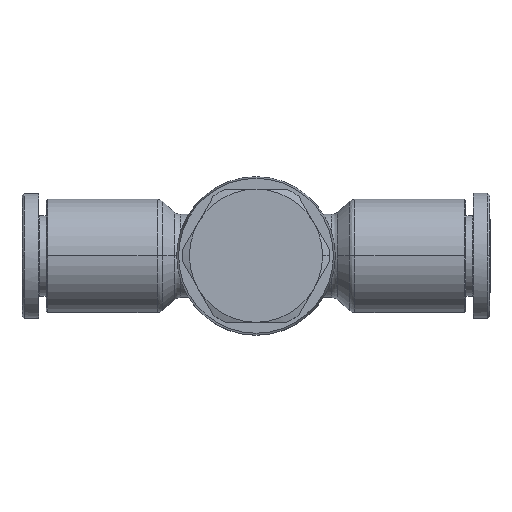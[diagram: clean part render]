
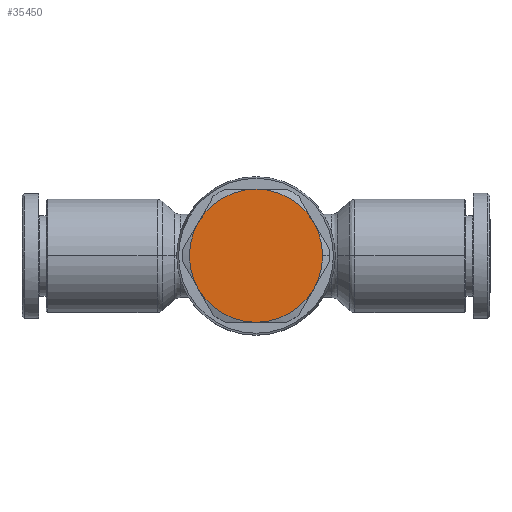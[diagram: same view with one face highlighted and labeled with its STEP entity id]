
A CAD part, top view. The second image highlights one B-rep face of the part: STEP entity #35450.
In plain terms, the highlighted planar face has unit normal (0, 0, 1).
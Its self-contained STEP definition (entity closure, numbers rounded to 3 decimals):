
#1874 = CIRCLE ( 'NONE', #15962, 8. ) ;
#2046 = CIRCLE ( 'NONE', #41651, 8. ) ;
#2316 = DIRECTION ( 'NONE',  ( -1., 0., 0. ) ) ;
#3057 = CARTESIAN_POINT ( 'NONE',  ( 4.5, 0., 12. ) ) ;
#3228 = EDGE_CURVE ( 'NONE', #30130, #11220, #39753, .T. ) ;
#3254 = DIRECTION ( 'NONE',  ( -1., 0., 0. ) ) ;
#3353 = VERTEX_POINT ( 'NONE', #49398 ) ;
#3575 = ORIENTED_EDGE ( 'NONE', *, *, #24128, .F. ) ;
#4056 = ORIENTED_EDGE ( 'NONE', *, *, #22850, .F. ) ;
#6046 = DIRECTION ( 'NONE',  ( 0., 0., -1. ) ) ;
#6416 = CARTESIAN_POINT ( 'NONE',  ( 4.5, 8., 12. ) ) ;
#7924 = EDGE_CURVE ( 'NONE', #3353, #8571, #2046, .T. ) ;
#8571 = VERTEX_POINT ( 'NONE', #57531 ) ;
#8704 = CIRCLE ( 'NONE', #15705, 8. ) ;
#9482 = CIRCLE ( 'NONE', #25685, 8. ) ;
#11220 = VERTEX_POINT ( 'NONE', #34088 ) ;
#11383 = EDGE_LOOP ( 'NONE', ( #30846, #4056, #53322, #33958, #18837, #3575, #17617 ) ) ;
#12258 = VERTEX_POINT ( 'NONE', #52584 ) ;
#13050 = DIRECTION ( 'NONE',  ( -1., 0., 0. ) ) ;
#14338 = AXIS2_PLACEMENT_3D ( 'NONE', #55609, #33285, #24859 ) ;
#14677 = EDGE_CURVE ( 'NONE', #48378, #3353, #8704, .T. ) ;
#15705 = AXIS2_PLACEMENT_3D ( 'NONE', #38663, #56675, #43172 ) ;
#15962 = AXIS2_PLACEMENT_3D ( 'NONE', #22194, #27295, #27099 ) ;
#16303 = AXIS2_PLACEMENT_3D ( 'NONE', #40198, #21832, #13050 ) ;
#17489 = PLANE ( 'NONE',  #54165 ) ;
#17617 = ORIENTED_EDGE ( 'NONE', *, *, #7924, .F. ) ;
#17874 = CARTESIAN_POINT ( 'NONE',  ( 11.428, 4., 12. ) ) ;
#17985 = EDGE_CURVE ( 'NONE', #11220, #24917, #43890, .T. ) ;
#18837 = ORIENTED_EDGE ( 'NONE', *, *, #23773, .F. ) ;
#21046 = DIRECTION ( 'NONE',  ( 0., 0., -1. ) ) ;
#21832 = DIRECTION ( 'NONE',  ( 0., 0., -1. ) ) ;
#22194 = CARTESIAN_POINT ( 'NONE',  ( 4.5, 0., 12. ) ) ;
#22850 = EDGE_CURVE ( 'NONE', #24917, #48378, #52993, .T. ) ;
#23773 = EDGE_CURVE ( 'NONE', #12258, #30130, #1874, .T. ) ;
#24128 = EDGE_CURVE ( 'NONE', #8571, #12258, #9482, .T. ) ;
#24859 = DIRECTION ( 'NONE',  ( -1., 0., 0. ) ) ;
#24917 = VERTEX_POINT ( 'NONE', #6416 ) ;
#25685 = AXIS2_PLACEMENT_3D ( 'NONE', #3057, #34656, #3254 ) ;
#27099 = DIRECTION ( 'NONE',  ( -1., 0., 0. ) ) ;
#27295 = DIRECTION ( 'NONE',  ( 0., 0., -1. ) ) ;
#29783 = FACE_OUTER_BOUND ( 'NONE', #11383, .T. ) ;
#30079 = AXIS2_PLACEMENT_3D ( 'NONE', #32949, #6046, #2316 ) ;
#30130 = VERTEX_POINT ( 'NONE', #57705 ) ;
#30773 = CARTESIAN_POINT ( 'NONE',  ( 9.25, 0., 12. ) ) ;
#30846 = ORIENTED_EDGE ( 'NONE', *, *, #14677, .F. ) ;
#32949 = CARTESIAN_POINT ( 'NONE',  ( 4.5, 0., 12. ) ) ;
#33285 = DIRECTION ( 'NONE',  ( 0., 0., -1. ) ) ;
#33958 = ORIENTED_EDGE ( 'NONE', *, *, #3228, .F. ) ;
#34088 = CARTESIAN_POINT ( 'NONE',  ( -2.428, 4., 12. ) ) ;
#34656 = DIRECTION ( 'NONE',  ( 0., 0., -1. ) ) ;
#35284 = DIRECTION ( 'NONE',  ( 0., 0., 1. ) ) ;
#35450 = ADVANCED_FACE ( 'NONE', ( #29783 ), #17489, .T. ) ;
#38663 = CARTESIAN_POINT ( 'NONE',  ( 4.5, 0., 12. ) ) ;
#39171 = DIRECTION ( 'NONE',  ( 1., 0., 0. ) ) ;
#39753 = CIRCLE ( 'NONE', #30079, 8. ) ;
#40198 = CARTESIAN_POINT ( 'NONE',  ( 4.5, 0., 12. ) ) ;
#41651 = AXIS2_PLACEMENT_3D ( 'NONE', #52719, #21046, #43539 ) ;
#43172 = DIRECTION ( 'NONE',  ( -1., 0., 0. ) ) ;
#43539 = DIRECTION ( 'NONE',  ( -1., 0., 0. ) ) ;
#43890 = CIRCLE ( 'NONE', #14338, 8. ) ;
#48378 = VERTEX_POINT ( 'NONE', #17874 ) ;
#49398 = CARTESIAN_POINT ( 'NONE',  ( 11.428, -4., 12. ) ) ;
#52584 = CARTESIAN_POINT ( 'NONE',  ( -2.428, -4., 12. ) ) ;
#52719 = CARTESIAN_POINT ( 'NONE',  ( 4.5, 0., 12. ) ) ;
#52993 = CIRCLE ( 'NONE', #16303, 8. ) ;
#53322 = ORIENTED_EDGE ( 'NONE', *, *, #17985, .F. ) ;
#54165 = AXIS2_PLACEMENT_3D ( 'NONE', #30773, #35284, #39171 ) ;
#55609 = CARTESIAN_POINT ( 'NONE',  ( 4.5, 0., 12. ) ) ;
#56675 = DIRECTION ( 'NONE',  ( 0., 0., -1. ) ) ;
#57531 = CARTESIAN_POINT ( 'NONE',  ( 4.5, -8., 12. ) ) ;
#57705 = CARTESIAN_POINT ( 'NONE',  ( -3.5, 0., 12. ) ) ;
